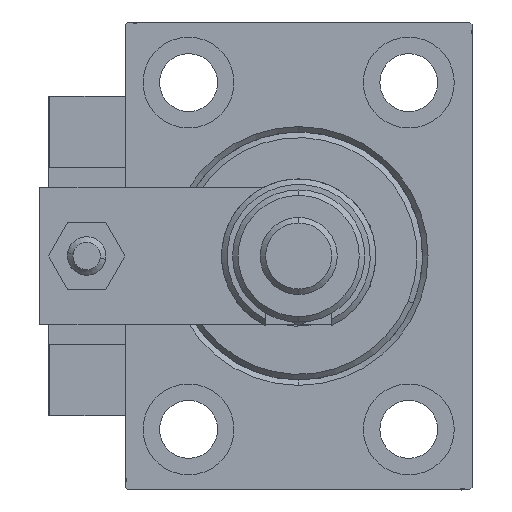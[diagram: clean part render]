
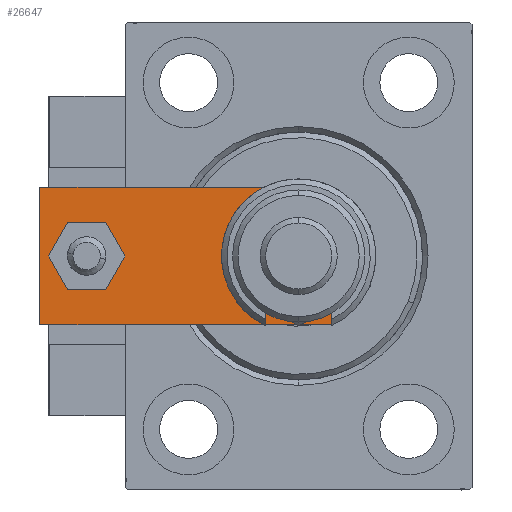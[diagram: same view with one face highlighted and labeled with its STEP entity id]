
A CAD part, left-side view. The second image highlights one B-rep face of the part: STEP entity #26647.
In plain terms, the highlighted face is planar.
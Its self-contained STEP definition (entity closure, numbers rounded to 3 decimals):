
#735 = VECTOR ( 'NONE', #48559, 1000. ) ;
#1175 = CARTESIAN_POINT ( 'NONE',  ( -8.25, 13., 6. ) ) ;
#1459 = CARTESIAN_POINT ( 'NONE',  ( -5.5, 0., 6. ) ) ;
#1547 = EDGE_CURVE ( 'NONE', #6347, #39420, #37878, .T. ) ;
#2050 = VERTEX_POINT ( 'NONE', #1459 ) ;
#2543 = LINE ( 'NONE', #32064, #735 ) ;
#3240 = EDGE_CURVE ( 'NONE', #34723, #2050, #2543, .T. ) ;
#3972 = LINE ( 'NONE', #12384, #29454 ) ;
#3999 = DIRECTION ( 'NONE',  ( 1., 0., 0. ) ) ;
#6186 = CARTESIAN_POINT ( 'NONE',  ( -12.5, 60., 6. ) ) ;
#6347 = VERTEX_POINT ( 'NONE', #52220 ) ;
#6908 = DIRECTION ( 'NONE',  ( 1., 0., 0. ) ) ;
#7418 = CARTESIAN_POINT ( 'NONE',  ( 12.5, 60., 6. ) ) ;
#9228 = CARTESIAN_POINT ( 'NONE',  ( 12.5, 0., 6. ) ) ;
#9461 = CARTESIAN_POINT ( 'NONE',  ( 2.75, -2.75, 6. ) ) ;
#9758 = DIRECTION ( 'NONE',  ( 0., 1., 0. ) ) ;
#10477 = FACE_BOUND ( 'NONE', #52628, .T. ) ;
#10575 = CARTESIAN_POINT ( 'NONE',  ( -12.5, 7., 6. ) ) ;
#10602 = EDGE_CURVE ( 'NONE', #17733, #53307, #18148, .T. ) ;
#11111 = DIRECTION ( 'NONE',  ( 0., 0., 1. ) ) ;
#11297 = AXIS2_PLACEMENT_3D ( 'NONE', #35342, #52118, #6908 ) ;
#12145 = VECTOR ( 'NONE', #30071, 1000. ) ;
#12384 = CARTESIAN_POINT ( 'NONE',  ( -12.5, 0., 6. ) ) ;
#13546 = ORIENTED_EDGE ( 'NONE', *, *, #3240, .T. ) ;
#14280 = FACE_OUTER_BOUND ( 'NONE', #19589, .T. ) ;
#14999 = VERTEX_POINT ( 'NONE', #30766 ) ;
#15440 = VERTEX_POINT ( 'NONE', #26513 ) ;
#17040 = CARTESIAN_POINT ( 'NONE',  ( 5.5, 0., 6. ) ) ;
#17545 = DIRECTION ( 'NONE',  ( 1., 0., 0. ) ) ;
#17733 = VERTEX_POINT ( 'NONE', #36319 ) ;
#18148 = LINE ( 'NONE', #9228, #33473 ) ;
#18786 = LINE ( 'NONE', #22860, #36334 ) ;
#19579 = CIRCLE ( 'NONE', #49833, 8.25 ) ;
#19589 = EDGE_LOOP ( 'NONE', ( #22868, #13546, #25175, #42730, #23612, #46851 ) ) ;
#20266 = CARTESIAN_POINT ( 'NONE',  ( 0., 51.5, 6. ) ) ;
#20374 = EDGE_CURVE ( 'NONE', #53307, #15440, #18786, .T. ) ;
#20797 = DIRECTION ( 'NONE',  ( 1., 0., 0. ) ) ;
#21314 = EDGE_CURVE ( 'NONE', #39420, #6347, #28585, .T. ) ;
#21733 = ORIENTED_EDGE ( 'NONE', *, *, #21314, .F. ) ;
#22718 = DIRECTION ( 'NONE',  ( 0., -1., 0. ) ) ;
#22860 = CARTESIAN_POINT ( 'NONE',  ( 12.5, 60., 6. ) ) ;
#22868 = ORIENTED_EDGE ( 'NONE', *, *, #28108, .T. ) ;
#23130 = DIRECTION ( 'NONE',  ( -1., 0., 0. ) ) ;
#23477 = AXIS2_PLACEMENT_3D ( 'NONE', #43501, #38126, #17545 ) ;
#23612 = ORIENTED_EDGE ( 'NONE', *, *, #10602, .T. ) ;
#24624 = EDGE_CURVE ( 'NONE', #27997, #17733, #31058, .T. ) ;
#25175 = ORIENTED_EDGE ( 'NONE', *, *, #47531, .T. ) ;
#26024 = ORIENTED_EDGE ( 'NONE', *, *, #1547, .F. ) ;
#26513 = CARTESIAN_POINT ( 'NONE',  ( -12.5, 60., 6. ) ) ;
#26647 = ADVANCED_FACE ( 'NONE', ( #47565, #14280, #10477 ), #27011, .T. ) ;
#27011 = PLANE ( 'NONE',  #23477 ) ;
#27363 = DIRECTION ( 'NONE',  ( 1., 0., 0. ) ) ;
#27997 = VERTEX_POINT ( 'NONE', #17040 ) ;
#28108 = EDGE_CURVE ( 'NONE', #15440, #34723, #43270, .T. ) ;
#28257 = EDGE_LOOP ( 'NONE', ( #21733, #26024 ) ) ;
#28585 = CIRCLE ( 'NONE', #11297, 4. ) ;
#28657 = CARTESIAN_POINT ( 'NONE',  ( 0., 13., 6. ) ) ;
#29202 = DIRECTION ( 'NONE',  ( 0., 0., 1. ) ) ;
#29454 = VECTOR ( 'NONE', #33237, 1000. ) ;
#30071 = DIRECTION ( 'NONE',  ( 0.707, 0.707, 0. ) ) ;
#30074 = AXIS2_PLACEMENT_3D ( 'NONE', #28657, #53552, #20797 ) ;
#30360 = VERTEX_POINT ( 'NONE', #1175 ) ;
#30766 = CARTESIAN_POINT ( 'NONE',  ( 8.25, 13., 6. ) ) ;
#31058 = LINE ( 'NONE', #9461, #12145 ) ;
#32064 = CARTESIAN_POINT ( 'NONE',  ( -2.75, -2.75, 6. ) ) ;
#32893 = CARTESIAN_POINT ( 'NONE',  ( -4., 51.5, 6. ) ) ;
#33237 = DIRECTION ( 'NONE',  ( 1., 0., 0. ) ) ;
#33473 = VECTOR ( 'NONE', #9758, 1000. ) ;
#34704 = ORIENTED_EDGE ( 'NONE', *, *, #37757, .F. ) ;
#34723 = VERTEX_POINT ( 'NONE', #10575 ) ;
#35342 = CARTESIAN_POINT ( 'NONE',  ( 0., 51.5, 6. ) ) ;
#36319 = CARTESIAN_POINT ( 'NONE',  ( 12.5, 7., 6. ) ) ;
#36334 = VECTOR ( 'NONE', #23130, 1000. ) ;
#37757 = EDGE_CURVE ( 'NONE', #30360, #14999, #19579, .T. ) ;
#37878 = CIRCLE ( 'NONE', #49082, 4. ) ;
#38126 = DIRECTION ( 'NONE',  ( 0., 0., 1. ) ) ;
#38781 = ORIENTED_EDGE ( 'NONE', *, *, #39990, .F. ) ;
#39420 = VERTEX_POINT ( 'NONE', #32893 ) ;
#39792 = CARTESIAN_POINT ( 'NONE',  ( 0., 13., 6. ) ) ;
#39908 = VECTOR ( 'NONE', #22718, 1000. ) ;
#39990 = EDGE_CURVE ( 'NONE', #14999, #30360, #49052, .T. ) ;
#42730 = ORIENTED_EDGE ( 'NONE', *, *, #24624, .T. ) ;
#43270 = LINE ( 'NONE', #6186, #39908 ) ;
#43501 = CARTESIAN_POINT ( 'NONE',  ( 0., 0., 6. ) ) ;
#46851 = ORIENTED_EDGE ( 'NONE', *, *, #20374, .T. ) ;
#47531 = EDGE_CURVE ( 'NONE', #2050, #27997, #3972, .T. ) ;
#47565 = FACE_BOUND ( 'NONE', #28257, .T. ) ;
#48559 = DIRECTION ( 'NONE',  ( 0.707, -0.707, 0. ) ) ;
#49052 = CIRCLE ( 'NONE', #30074, 8.25 ) ;
#49082 = AXIS2_PLACEMENT_3D ( 'NONE', #20266, #29202, #3999 ) ;
#49833 = AXIS2_PLACEMENT_3D ( 'NONE', #39792, #11111, #27363 ) ;
#52118 = DIRECTION ( 'NONE',  ( 0., 0., 1. ) ) ;
#52220 = CARTESIAN_POINT ( 'NONE',  ( 4., 51.5, 6. ) ) ;
#52628 = EDGE_LOOP ( 'NONE', ( #34704, #38781 ) ) ;
#53307 = VERTEX_POINT ( 'NONE', #7418 ) ;
#53552 = DIRECTION ( 'NONE',  ( 0., 0., 1. ) ) ;
